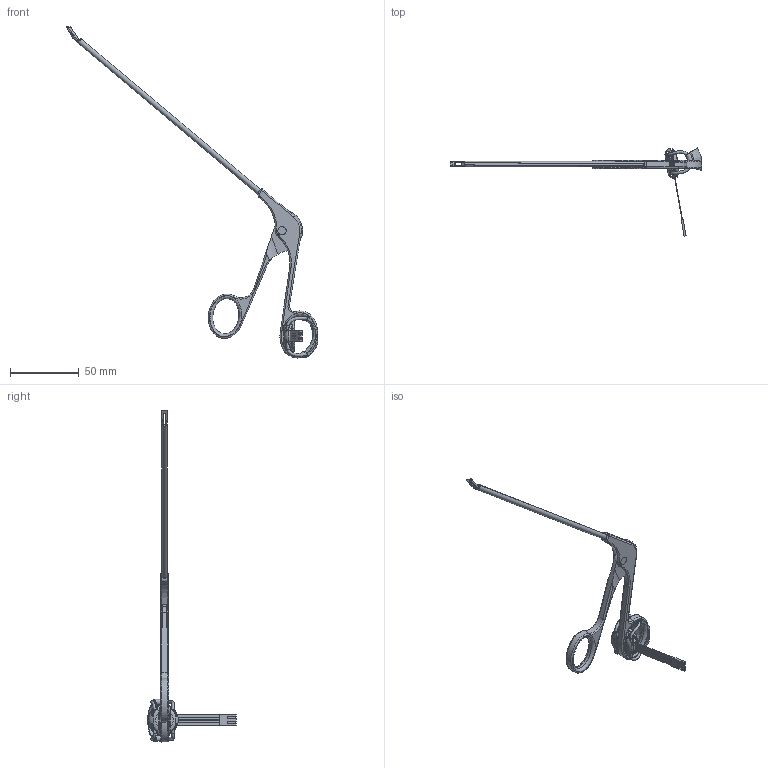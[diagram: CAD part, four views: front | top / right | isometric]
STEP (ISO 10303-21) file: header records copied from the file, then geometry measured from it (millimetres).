
FILE_DESCRIPTION(/* description */ (''),/* implementation_level */ '2;1');
FILE_NAME(/* name */ 'FINGER_DEVICE_CONCEPT_1.stp',/* time_stamp */ '2021-02-01T13:47:10+01:00',/* author */ (''),/* organization */ (''),/* preprocessor_version */ 'ST-DEVELOPER v16.7',/* originating_system */ 'SIEMENS PLM Software NX 1911',/* authorisation */ '');
FILE_SCHEMA (('AUTOMOTIVE_DESIGN { 1 0 10303 214 3 1 1 1 }'));
Length unit declared in the file: millimetre
Products named in the file (11): ACUFEX_TRIGGER; ACUFEX_PUNCH_MAIN_BODY; Strap; Rope_attachment; FSR07_THUMB_ADAPTER_TOP; FSR07_thumb_adapter; FSR07CE; hand_import; ACUFEX_1_5mm_UPBITER_PUNCH_7207735; FINGER_SENSING_ASSEMBLY_FSR; FINGER_DEVICE_CONCEPT_1
Assembly tree (10 placements, depth 3):
  FINGER_DEVICE_CONCEPT_1
    FINGER_SENSING_ASSEMBLY_FSR
      FSR07CE
      FSR07_thumb_adapter
      FSR07_THUMB_ADAPTER_TOP
      Rope_attachment
      Strap
    hand_import
    ACUFEX_1_5mm_UPBITER_PUNCH_7207735
      ACUFEX_PUNCH_MAIN_BODY
      ACUFEX_TRIGGER
Bounding box: 182.81 x 63.93 x 240.94 mm (x, y, z)
Volume: 14007.1 mm3; surface area: 16281.5 mm2
Topology: 7 solids, 7 shells, 323 faces, 830 edges, 518 vertices
Faces by surface type: plane 135, bspline 77, cylinder 65, torus 33, revolution 6, extrusion 4, sphere 2, cone 1
Full cylindrical faces by diameter (mm): 4 x1, 6 x4, 14.7 x1, 18 x1, 19 x1
Entity records: 14531 total; most frequent: CARTESIAN_POINT 6561, ORIENTED_EDGE 1586, DIRECTION 1445, EDGE_CURVE 793, AXIS2_PLACEMENT_3D 559, VERTEX_POINT 508, EDGE_LOOP 369, ADVANCED_FACE 323
